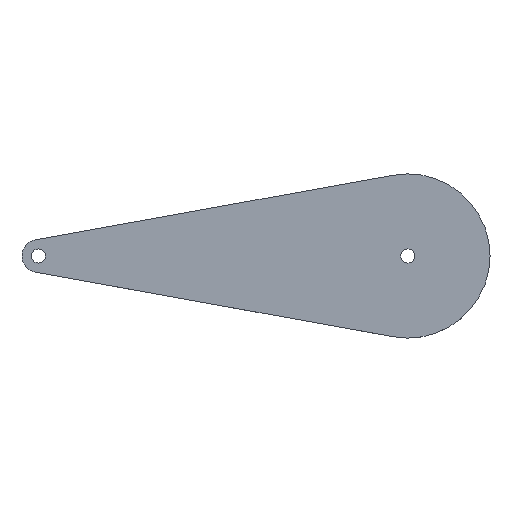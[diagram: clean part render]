
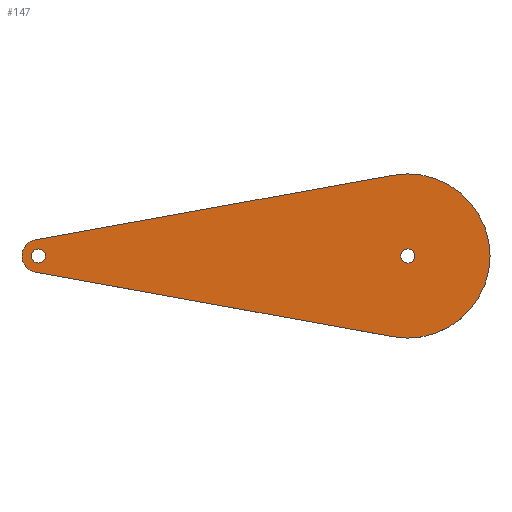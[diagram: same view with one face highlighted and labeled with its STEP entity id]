
A CAD part, top view. The second image highlights one B-rep face of the part: STEP entity #147.
In plain terms, the highlighted planar face has unit normal (0, 0, 1).
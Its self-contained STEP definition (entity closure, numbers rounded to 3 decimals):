
#15=FACE_BOUND('',#38,.T.);
#16=FACE_BOUND('',#39,.T.);
#21=PLANE('',#177);
#29=FACE_OUTER_BOUND('',#37,.T.);
#37=EDGE_LOOP('',(#125,#126,#127,#128));
#38=EDGE_LOOP('',(#129));
#39=EDGE_LOOP('',(#130));
#47=LINE('',#243,#57);
#51=LINE('',#255,#61);
#57=VECTOR('',#199,10.);
#61=VECTOR('',#211,10.);
#63=CIRCLE('',#164,12.);
#65=CIRCLE('',#167,12.);
#68=CIRCLE('',#172,28.);
#70=CIRCLE('',#176,140.);
#71=VERTEX_POINT('',#225);
#73=VERTEX_POINT('',#231);
#77=VERTEX_POINT('',#240);
#78=VERTEX_POINT('',#242);
#80=VERTEX_POINT('',#248);
#82=VERTEX_POINT('',#254);
#83=EDGE_CURVE('',#71,#71,#63,.T.);
#86=EDGE_CURVE('',#73,#73,#65,.T.);
#91=EDGE_CURVE('',#78,#77,#47,.T.);
#94=EDGE_CURVE('',#80,#78,#68,.T.);
#97=EDGE_CURVE('',#82,#80,#51,.T.);
#100=EDGE_CURVE('',#77,#82,#70,.T.);
#125=ORIENTED_EDGE('',*,*,#100,.T.);
#126=ORIENTED_EDGE('',*,*,#97,.T.);
#127=ORIENTED_EDGE('',*,*,#94,.T.);
#128=ORIENTED_EDGE('',*,*,#91,.T.);
#129=ORIENTED_EDGE('',*,*,#86,.T.);
#130=ORIENTED_EDGE('',*,*,#83,.T.);
#147=ADVANCED_FACE('',(#29,#15,#16),#21,.T.);
#164=AXIS2_PLACEMENT_3D('',#226,#183,#184);
#167=AXIS2_PLACEMENT_3D('',#232,#190,#191);
#172=AXIS2_PLACEMENT_3D('',#249,#205,#206);
#176=AXIS2_PLACEMENT_3D('',#259,#217,#218);
#177=AXIS2_PLACEMENT_3D('',#260,#219,#220);
#183=DIRECTION('center_axis',(0.,0.,-1.));
#184=DIRECTION('ref_axis',(1.,0.,0.));
#190=DIRECTION('center_axis',(0.,0.,-1.));
#191=DIRECTION('ref_axis',(1.,0.,0.));
#199=DIRECTION('',(0.984,-0.178,0.));
#205=DIRECTION('center_axis',(0.,0.,1.));
#206=DIRECTION('ref_axis',(-0.178,0.984,0.));
#211=DIRECTION('',(-0.984,-0.178,0.));
#217=DIRECTION('center_axis',(0.,0.,1.));
#218=DIRECTION('ref_axis',(-0.178,-0.984,0.));
#219=DIRECTION('center_axis',(0.,0.,1.));
#220=DIRECTION('ref_axis',(1.,0.,0.));
#225=CARTESIAN_POINT('',(-12.,0.,20.));
#226=CARTESIAN_POINT('Origin',(0.,0.,20.));
#231=CARTESIAN_POINT('',(-642.,0.,20.));
#232=CARTESIAN_POINT('Origin',(-630.,0.,20.));
#240=CARTESIAN_POINT('',(-24.889,-137.77,20.));
#242=CARTESIAN_POINT('',(-634.978,-27.554,20.));
#243=CARTESIAN_POINT('',(-634.978,-27.554,20.));
#248=CARTESIAN_POINT('',(-634.978,27.554,20.));
#249=CARTESIAN_POINT('Origin',(-630.,0.,20.));
#254=CARTESIAN_POINT('',(-24.889,137.77,20.));
#255=CARTESIAN_POINT('',(-24.889,137.77,20.));
#259=CARTESIAN_POINT('Origin',(0.,0.,20.));
#260=CARTESIAN_POINT('Origin',(-259.,0.,20.));
